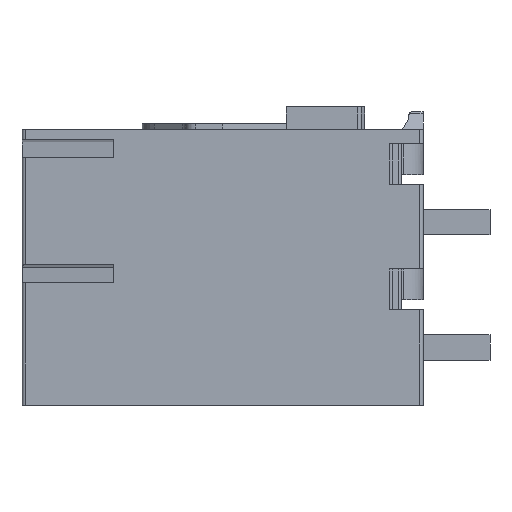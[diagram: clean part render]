
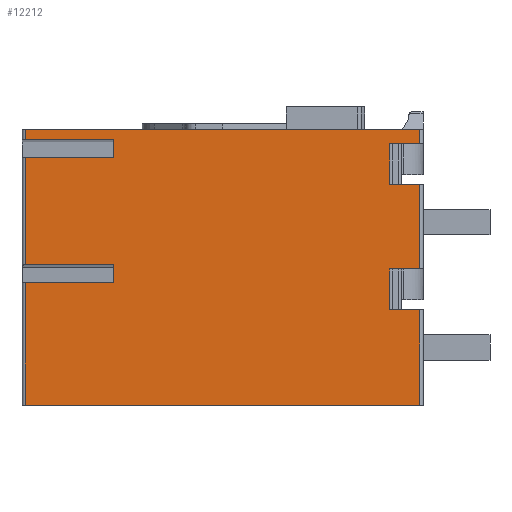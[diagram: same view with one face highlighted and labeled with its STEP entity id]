
A CAD part, left-side view. The second image highlights one B-rep face of the part: STEP entity #12212.
In plain terms, the highlighted planar face has unit normal (-1, 0, 0).
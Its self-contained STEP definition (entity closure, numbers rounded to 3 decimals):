
#828=LINE('',#16904,#1744);
#961=LINE('',#17246,#1877);
#962=LINE('',#17248,#1878);
#1031=LINE('',#17440,#1947);
#1036=LINE('',#17455,#1952);
#1125=LINE('',#17761,#2041);
#1127=LINE('',#17770,#2043);
#1128=LINE('',#17773,#2044);
#1129=LINE('',#17774,#2045);
#1130=LINE('',#17776,#2046);
#1131=LINE('',#17778,#2047);
#1132=LINE('',#17779,#2048);
#1133=LINE('',#17781,#2049);
#1134=LINE('',#17783,#2050);
#1135=LINE('',#17784,#2051);
#1136=LINE('',#17786,#2052);
#1137=LINE('',#17788,#2053);
#1138=LINE('',#17790,#2054);
#1139=LINE('',#17792,#2055);
#1140=LINE('',#17793,#2056);
#1744=VECTOR('',#13957,1000.);
#1877=VECTOR('',#14226,1000.);
#1878=VECTOR('',#14229,1000.);
#1947=VECTOR('',#14368,1000.);
#1952=VECTOR('',#14385,1000.);
#2041=VECTOR('',#14620,1000.);
#2043=VECTOR('',#14628,1000.);
#2044=VECTOR('',#14629,1000.);
#2045=VECTOR('',#14630,1000.);
#2046=VECTOR('',#14631,1000.);
#2047=VECTOR('',#14632,1000.);
#2048=VECTOR('',#14633,1000.);
#2049=VECTOR('',#14634,1000.);
#2050=VECTOR('',#14635,1000.);
#2051=VECTOR('',#14636,1000.);
#2052=VECTOR('',#14637,1000.);
#2053=VECTOR('',#14638,1000.);
#2054=VECTOR('',#14639,1000.);
#2055=VECTOR('',#14640,1000.);
#2056=VECTOR('',#14641,1000.);
#3419=ORIENTED_EDGE('',*,*,#5922,.F.);
#3420=ORIENTED_EDGE('',*,*,#5923,.T.);
#3421=ORIENTED_EDGE('',*,*,#5781,.F.);
#3422=ORIENTED_EDGE('',*,*,#5517,.F.);
#3423=ORIENTED_EDGE('',*,*,#5684,.T.);
#3424=ORIENTED_EDGE('',*,*,#5924,.F.);
#3425=ORIENTED_EDGE('',*,*,#5925,.F.);
#3426=ORIENTED_EDGE('',*,*,#5926,.T.);
#3427=ORIENTED_EDGE('',*,*,#5685,.T.);
#3428=ORIENTED_EDGE('',*,*,#5927,.F.);
#3429=ORIENTED_EDGE('',*,*,#5928,.F.);
#3430=ORIENTED_EDGE('',*,*,#5929,.T.);
#3431=ORIENTED_EDGE('',*,*,#5918,.T.);
#3432=ORIENTED_EDGE('',*,*,#5930,.T.);
#3433=ORIENTED_EDGE('',*,*,#5931,.F.);
#3434=ORIENTED_EDGE('',*,*,#5932,.T.);
#3435=ORIENTED_EDGE('',*,*,#5933,.F.);
#3436=ORIENTED_EDGE('',*,*,#5934,.T.);
#3437=ORIENTED_EDGE('',*,*,#5789,.F.);
#3438=ORIENTED_EDGE('',*,*,#5935,.T.);
#5517=EDGE_CURVE('',#6809,#6810,#828,.T.);
#5684=EDGE_CURVE('',#6809,#6950,#961,.T.);
#5685=EDGE_CURVE('',#6951,#6952,#962,.T.);
#5781=EDGE_CURVE('',#6810,#7039,#1031,.T.);
#5789=EDGE_CURVE('',#7043,#7044,#1036,.T.);
#5918=EDGE_CURVE('',#7123,#7124,#1125,.T.);
#5922=EDGE_CURVE('',#7127,#7128,#1127,.T.);
#5923=EDGE_CURVE('',#7127,#7039,#1128,.T.);
#5924=EDGE_CURVE('',#7129,#6950,#1129,.T.);
#5925=EDGE_CURVE('',#7130,#7129,#1130,.T.);
#5926=EDGE_CURVE('',#7130,#6951,#1131,.T.);
#5927=EDGE_CURVE('',#7131,#6952,#1132,.T.);
#5928=EDGE_CURVE('',#7132,#7131,#1133,.T.);
#5929=EDGE_CURVE('',#7132,#7123,#1134,.T.);
#5930=EDGE_CURVE('',#7124,#7133,#1135,.T.);
#5931=EDGE_CURVE('',#7134,#7133,#1136,.T.);
#5932=EDGE_CURVE('',#7134,#7135,#1137,.T.);
#5933=EDGE_CURVE('',#7136,#7135,#1138,.T.);
#5934=EDGE_CURVE('',#7136,#7044,#1139,.T.);
#5935=EDGE_CURVE('',#7043,#7128,#1140,.T.);
#6809=VERTEX_POINT('',#16903);
#6810=VERTEX_POINT('',#16905);
#6950=VERTEX_POINT('',#17245);
#6951=VERTEX_POINT('',#17249);
#6952=VERTEX_POINT('',#17250);
#7039=VERTEX_POINT('',#17441);
#7043=VERTEX_POINT('',#17456);
#7044=VERTEX_POINT('',#17457);
#7123=VERTEX_POINT('',#17762);
#7124=VERTEX_POINT('',#17763);
#7127=VERTEX_POINT('',#17771);
#7128=VERTEX_POINT('',#17772);
#7129=VERTEX_POINT('',#17775);
#7130=VERTEX_POINT('',#17777);
#7131=VERTEX_POINT('',#17780);
#7132=VERTEX_POINT('',#17782);
#7133=VERTEX_POINT('',#17785);
#7134=VERTEX_POINT('',#17787);
#7135=VERTEX_POINT('',#17789);
#7136=VERTEX_POINT('',#17791);
#7586=EDGE_LOOP('',(#3419,#3420,#3421,#3422,#3423,#3424,#3425,#3426,#3427,
#3428,#3429,#3430,#3431,#3432,#3433,#3434,#3435,#3436,#3437,#3438));
#8081=FACE_BOUND('',#7586,.T.);
#8527=PLANE('',#12899);
#12212=ADVANCED_FACE('',(#8081),#8527,.F.);
#12899=AXIS2_PLACEMENT_3D('',#17769,#14626,#14627);
#13957=DIRECTION('',(0.,-1.,0.));
#14226=DIRECTION('',(0.,0.,-1.));
#14229=DIRECTION('',(0.,0.,-1.));
#14368=DIRECTION('',(0.,0.,-1.));
#14385=DIRECTION('',(0.,0.,-1.));
#14620=DIRECTION('',(0.,0.,-1.));
#14626=DIRECTION('',(1.,0.,0.));
#14627=DIRECTION('',(0.,0.,-1.));
#14628=DIRECTION('',(0.,0.,-1.));
#14629=DIRECTION('',(0.,-1.,0.));
#14630=DIRECTION('',(0.,1.,0.));
#14631=DIRECTION('',(0.,0.,1.));
#14632=DIRECTION('',(0.,1.,0.));
#14633=DIRECTION('',(0.,1.,0.));
#14634=DIRECTION('',(0.,0.,1.));
#14635=DIRECTION('',(0.,1.,0.));
#14636=DIRECTION('',(0.,-1.,0.));
#14637=DIRECTION('',(0.,0.,-1.));
#14638=DIRECTION('',(0.,1.,0.));
#14639=DIRECTION('',(0.,0.,-1.));
#14640=DIRECTION('',(0.,-1.,0.));
#14641=DIRECTION('',(0.,1.,0.));
#16903=CARTESIAN_POINT('',(-14.5,23.8,15.));
#16904=CARTESIAN_POINT('',(-14.5,23.8,15.));
#16905=CARTESIAN_POINT('',(-14.5,0.2,15.));
#17245=CARTESIAN_POINT('',(-14.5,23.8,14.39));
#17246=CARTESIAN_POINT('',(-14.5,23.8,15.));
#17248=CARTESIAN_POINT('',(-14.5,23.8,15.));
#17249=CARTESIAN_POINT('',(-14.5,23.8,13.33));
#17250=CARTESIAN_POINT('',(-14.5,23.8,6.89));
#17440=CARTESIAN_POINT('',(-14.5,0.2,15.));
#17441=CARTESIAN_POINT('',(-14.5,0.2,14.15));
#17455=CARTESIAN_POINT('',(-14.5,0.2,15.));
#17456=CARTESIAN_POINT('',(-14.5,0.2,11.7));
#17457=CARTESIAN_POINT('',(-14.5,0.2,6.65));
#17761=CARTESIAN_POINT('',(-14.5,23.8,15.));
#17762=CARTESIAN_POINT('',(-14.5,23.8,5.83));
#17763=CARTESIAN_POINT('',(-14.5,23.8,-1.5));
#17769=CARTESIAN_POINT('',(-14.5,23.8,15.));
#17770=CARTESIAN_POINT('',(-14.5,2.,14.15));
#17771=CARTESIAN_POINT('',(-14.5,2.,14.15));
#17772=CARTESIAN_POINT('',(-14.5,2.,11.7));
#17773=CARTESIAN_POINT('',(-14.5,2.,14.15));
#17774=CARTESIAN_POINT('',(-14.5,18.5,14.39));
#17775=CARTESIAN_POINT('',(-14.5,18.5,14.39));
#17776=CARTESIAN_POINT('',(-14.5,18.5,13.33));
#17777=CARTESIAN_POINT('',(-14.5,18.5,13.33));
#17778=CARTESIAN_POINT('',(-14.5,18.5,13.33));
#17779=CARTESIAN_POINT('',(-14.5,18.5,6.89));
#17780=CARTESIAN_POINT('',(-14.5,18.5,6.89));
#17781=CARTESIAN_POINT('',(-14.5,18.5,5.83));
#17782=CARTESIAN_POINT('',(-14.5,18.5,5.83));
#17783=CARTESIAN_POINT('',(-14.5,18.5,5.83));
#17784=CARTESIAN_POINT('',(-14.5,23.8,-1.5));
#17785=CARTESIAN_POINT('',(-14.5,0.2,-1.5));
#17786=CARTESIAN_POINT('',(-14.5,0.2,15.));
#17787=CARTESIAN_POINT('',(-14.5,0.2,4.2));
#17788=CARTESIAN_POINT('',(-14.5,23.8,4.2));
#17789=CARTESIAN_POINT('',(-14.5,2.,4.2));
#17790=CARTESIAN_POINT('',(-14.5,2.,6.65));
#17791=CARTESIAN_POINT('',(-14.5,2.,6.65));
#17792=CARTESIAN_POINT('',(-14.5,2.,6.65));
#17793=CARTESIAN_POINT('',(-14.5,23.8,11.7));
